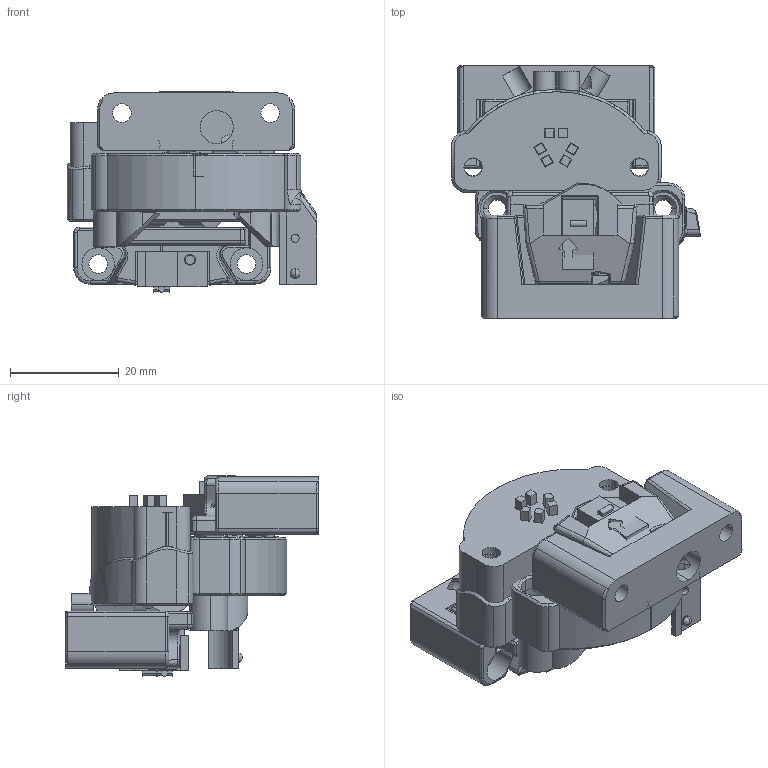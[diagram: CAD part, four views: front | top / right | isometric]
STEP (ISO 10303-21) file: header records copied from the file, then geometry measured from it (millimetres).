
FILE_DESCRIPTION (( 'STEP AP214' ), '1' );
FILE_NAME ('kineklicky.STEP', '2022-03-19T02:25:08', ( '' ), ( '' ), 'SwSTEP 2.0', 'SolidWorks 2022', '' );
FILE_SCHEMA (( 'AUTOMOTIVE_DESIGN' ));
Length unit declared in the file: millimetre
Products named in the file (15): kineklicky_negative^kineklicky; kineklicky_probe^kineklicky; probe^kineklicky; Omron_D2F^kineklicky; mount mag insertion support^kineklicky; Copy of Probe v0.2-74^kineklicky; Copy of Probe Dock v0.2-75^kineklicky; kineklicky-switch_side; 4x4.6 neodymium magnet^kineklicky; kineklicky_probe_body^kineklicky; kineklicky-mount_side; kineklicky_micron_mount^kineklicky; kineklicky; single kineklicky_negative^kineklicky; Copy of Copy of kineklicky_micron_mount^kineklicky
Assembly tree (28 placements, depth 2):
  kineklicky
    kineklicky_probe_body^kineklicky
    4x4.6 neodymium magnet^kineklicky  x9
    Omron_D2F^kineklicky  x4
    kineklicky-switch_side
    kineklicky-mount_side
    kineklicky_micron_mount^kineklicky
    Copy of Probe v0.2-74^kineklicky
    Copy of Probe Dock v0.2-75^kineklicky  x2
    kineklicky_probe^kineklicky
    kineklicky_negative^kineklicky
    probe^kineklicky
    single kineklicky_negative^kineklicky  x3
    Copy of Copy of kineklicky_micron_mount^kineklicky
    mount mag insertion support^kineklicky
Bounding box: 45.85 x 46.54 x 36.91 mm (x, y, z)
Volume: 35997.1 mm3; surface area: 29555.9 mm2
Topology: 31 solids, 35 shells, 1607 faces, 4168 edges, 2634 vertices
Faces by surface type: plane 806, cylinder 483, cone 146, bspline 108, torus 53, sphere 11
Entity records: 46857 total; most frequent: CARTESIAN_POINT 15743, ORIENTED_EDGE 6618, DIRECTION 5908, EDGE_CURVE 3309, VERTEX_POINT 2098, AXIS2_PLACEMENT_3D 2025, LINE 1858, VECTOR 1858
